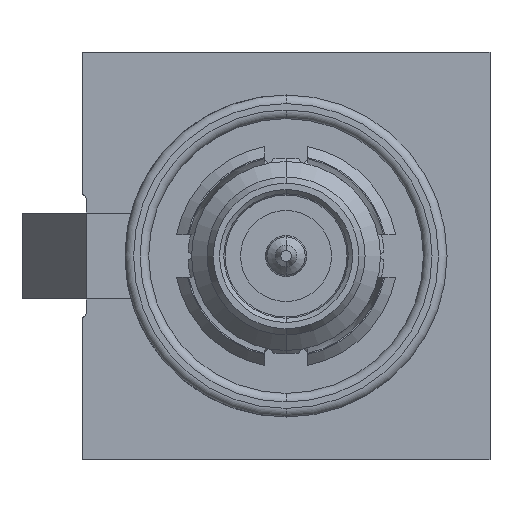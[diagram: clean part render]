
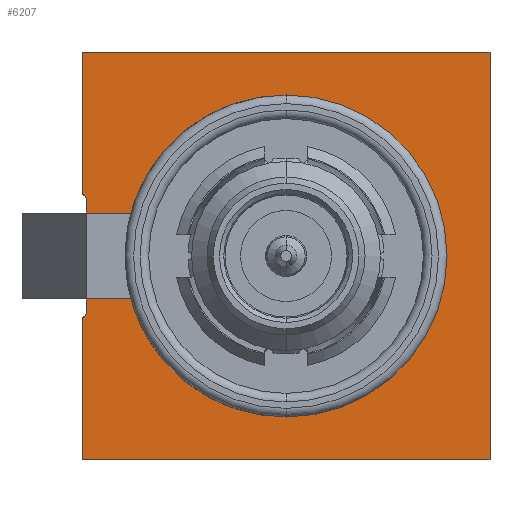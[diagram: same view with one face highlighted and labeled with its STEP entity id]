
A CAD part, left-side view. The second image highlights one B-rep face of the part: STEP entity #6207.
In plain terms, the highlighted planar face has unit normal (-1, 0, 0).
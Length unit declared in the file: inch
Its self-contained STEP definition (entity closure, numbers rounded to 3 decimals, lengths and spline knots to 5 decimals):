
#42 = LINE ( 'NONE', #5661, #6406 ) ;
#265 = VERTEX_POINT ( 'NONE', #3059 ) ;
#271 = ORIENTED_EDGE ( 'NONE', *, *, #4359, .F. ) ;
#370 = VERTEX_POINT ( 'NONE', #1117 ) ;
#395 = LINE ( 'NONE', #4331, #8543 ) ;
#542 = EDGE_CURVE ( 'NONE', #265, #10189, #395, .T. ) ;
#612 = LINE ( 'NONE', #2953, #9107 ) ;
#775 = DIRECTION ( 'NONE',  ( 0., -1., 0. ) ) ;
#1015 = AXIS2_PLACEMENT_3D ( 'NONE', #3358, #7659, #2874 ) ;
#1117 = CARTESIAN_POINT ( 'NONE',  ( -0.07874, 0.18307, -0.05118 ) ) ;
#1177 = EDGE_CURVE ( 'NONE', #4243, #3015, #2494, .T. ) ;
#1277 = CARTESIAN_POINT ( 'NONE',  ( -0.07874, 0.18701, 0. ) ) ;
#1361 = ORIENTED_EDGE ( 'NONE', *, *, #7179, .T. ) ;
#1372 = ORIENTED_EDGE ( 'NONE', *, *, #2693, .T. ) ;
#1589 = CARTESIAN_POINT ( 'NONE',  ( -0.07874, 0.18898, 0.05118 ) ) ;
#1602 = CIRCLE ( 'NONE', #2443, 0.00591 ) ;
#1646 = EDGE_CURVE ( 'NONE', #5889, #9828, #8905, .T. ) ;
#1696 = CARTESIAN_POINT ( 'NONE',  ( -0.07874, 0.18701, 0.18701 ) ) ;
#1802 = CARTESIAN_POINT ( 'NONE',  ( -0.07874, 0.14229, 0.03937 ) ) ;
#2137 = CARTESIAN_POINT ( 'NONE',  ( -0.07874, 0.18701, 0.05675 ) ) ;
#2219 = AXIS2_PLACEMENT_3D ( 'NONE', #2425, #3282, #9741 ) ;
#2425 = CARTESIAN_POINT ( 'NONE',  ( -0.07874, 0.18898, -0.05118 ) ) ;
#2443 = AXIS2_PLACEMENT_3D ( 'NONE', #1589, #8814, #4835 ) ;
#2494 = LINE ( 'NONE', #3224, #6880 ) ;
#2576 = DIRECTION ( 'NONE',  ( 0., 0., -1. ) ) ;
#2693 = EDGE_CURVE ( 'NONE', #10189, #9847, #8990, .T. ) ;
#2771 = CARTESIAN_POINT ( 'NONE',  ( -0.07874, 0., 0. ) ) ;
#2780 = VERTEX_POINT ( 'NONE', #6206 ) ;
#2801 = EDGE_CURVE ( 'NONE', #6468, #4243, #8340, .T. ) ;
#2825 = FACE_OUTER_BOUND ( 'NONE', #3907, .T. ) ;
#2865 = AXIS2_PLACEMENT_3D ( 'NONE', #8235, #9226, #6612 ) ;
#2874 = DIRECTION ( 'NONE',  ( 0., 0., 1. ) ) ;
#2953 = CARTESIAN_POINT ( 'NONE',  ( -0.07874, 0.18307, 0. ) ) ;
#2977 = ORIENTED_EDGE ( 'NONE', *, *, #542, .T. ) ;
#3015 = VERTEX_POINT ( 'NONE', #9809 ) ;
#3036 = AXIS2_PLACEMENT_3D ( 'NONE', #2771, #7516, #5939 ) ;
#3059 = CARTESIAN_POINT ( 'NONE',  ( -0.07874, -0.18701, 0.18701 ) ) ;
#3214 = AXIS2_PLACEMENT_3D ( 'NONE', #6784, #5821, #5934 ) ;
#3224 = CARTESIAN_POINT ( 'NONE',  ( -0.07874, 0., -0.18701 ) ) ;
#3240 = CIRCLE ( 'NONE', #2219, 0.00591 ) ;
#3282 = DIRECTION ( 'NONE',  ( -1., 0., 0. ) ) ;
#3305 = DIRECTION ( 'NONE',  ( 0., 0., -1. ) ) ;
#3358 = CARTESIAN_POINT ( 'NONE',  ( -0.07874, 0., 0. ) ) ;
#3814 = CARTESIAN_POINT ( 'NONE',  ( -0.07874, 0.14229, -0.03937 ) ) ;
#3907 = EDGE_LOOP ( 'NONE', ( #8427, #1361, #4399, #4158, #6929, #8759, #271, #7981, #7409, #7835, #6016, #6795, #2977, #1372 ) ) ;
#4047 = VECTOR ( 'NONE', #7709, 39.37008 ) ;
#4158 = ORIENTED_EDGE ( 'NONE', *, *, #7419, .F. ) ;
#4243 = VERTEX_POINT ( 'NONE', #8971 ) ;
#4331 = CARTESIAN_POINT ( 'NONE',  ( -0.07874, 0., 0.18701 ) ) ;
#4359 = EDGE_CURVE ( 'NONE', #6851, #5889, #6774, .T. ) ;
#4399 = ORIENTED_EDGE ( 'NONE', *, *, #7641, .F. ) ;
#4782 = VECTOR ( 'NONE', #7714, 39.37008 ) ;
#4835 = DIRECTION ( 'NONE',  ( 0., 0., 1. ) ) ;
#5292 = EDGE_CURVE ( 'NONE', #6608, #9847, #1602, .T. ) ;
#5294 = DIRECTION ( 'NONE',  ( 0., 0., -1. ) ) ;
#5661 = CARTESIAN_POINT ( 'NONE',  ( -0.07874, -0.18701, 0. ) ) ;
#5758 = CIRCLE ( 'NONE', #1015, 0.14764 ) ;
#5821 = DIRECTION ( 'NONE',  ( -1., 0., 0. ) ) ;
#5889 = VERTEX_POINT ( 'NONE', #3814 ) ;
#5934 = DIRECTION ( 'NONE',  ( 0., 0., 1. ) ) ;
#5939 = DIRECTION ( 'NONE',  ( 0., 0., 1. ) ) ;
#6016 = ORIENTED_EDGE ( 'NONE', *, *, #1177, .T. ) ;
#6074 = EDGE_CURVE ( 'NONE', #6851, #370, #9665, .T. ) ;
#6192 = CARTESIAN_POINT ( 'NONE',  ( -0.07874, 0., -0.14764 ) ) ;
#6206 = CARTESIAN_POINT ( 'NONE',  ( -0.07874, 0.18307, 0.03937 ) ) ;
#6207 = ADVANCED_FACE ( 'NONE', ( #2825 ), #8244, .T. ) ;
#6335 = EDGE_CURVE ( 'NONE', #3015, #265, #42, .T. ) ;
#6406 = VECTOR ( 'NONE', #8876, 39.37008 ) ;
#6468 = VERTEX_POINT ( 'NONE', #10392 ) ;
#6489 = VECTOR ( 'NONE', #2576, 39.37008 ) ;
#6559 = EDGE_CURVE ( 'NONE', #6468, #370, #3240, .T. ) ;
#6608 = VERTEX_POINT ( 'NONE', #7582 ) ;
#6612 = DIRECTION ( 'NONE',  ( 0., 0., 1. ) ) ;
#6774 = LINE ( 'NONE', #9971, #4047 ) ;
#6784 = CARTESIAN_POINT ( 'NONE',  ( -0.07874, -0.1874, -0.1874 ) ) ;
#6795 = ORIENTED_EDGE ( 'NONE', *, *, #6335, .T. ) ;
#6851 = VERTEX_POINT ( 'NONE', #8533 ) ;
#6862 = VERTEX_POINT ( 'NONE', #10290 ) ;
#6880 = VECTOR ( 'NONE', #775, 39.37008 ) ;
#6929 = ORIENTED_EDGE ( 'NONE', *, *, #10001, .F. ) ;
#6979 = CARTESIAN_POINT ( 'NONE',  ( -0.07874, 0.19221, 0.03937 ) ) ;
#7179 = EDGE_CURVE ( 'NONE', #6608, #2780, #612, .T. ) ;
#7343 = VECTOR ( 'NONE', #5294, 39.37008 ) ;
#7409 = ORIENTED_EDGE ( 'NONE', *, *, #6559, .F. ) ;
#7419 = EDGE_CURVE ( 'NONE', #6862, #10044, #5758, .T. ) ;
#7516 = DIRECTION ( 'NONE',  ( -1., 0., 0. ) ) ;
#7569 = DIRECTION ( 'NONE',  ( 0., 1., 0. ) ) ;
#7582 = CARTESIAN_POINT ( 'NONE',  ( -0.07874, 0.18307, 0.05118 ) ) ;
#7632 = DIRECTION ( 'NONE',  ( 0., 0., -1. ) ) ;
#7641 = EDGE_CURVE ( 'NONE', #10044, #2780, #10246, .T. ) ;
#7659 = DIRECTION ( 'NONE',  ( -1., 0., 0. ) ) ;
#7709 = DIRECTION ( 'NONE',  ( 0., -1., 0. ) ) ;
#7714 = DIRECTION ( 'NONE',  ( 0., 1., 0. ) ) ;
#7835 = ORIENTED_EDGE ( 'NONE', *, *, #2801, .T. ) ;
#7981 = ORIENTED_EDGE ( 'NONE', *, *, #6074, .T. ) ;
#8156 = CARTESIAN_POINT ( 'NONE',  ( -0.07874, 0.18701, 0. ) ) ;
#8235 = CARTESIAN_POINT ( 'NONE',  ( -0.07874, 0., 0. ) ) ;
#8244 = PLANE ( 'NONE',  #3214 ) ;
#8340 = LINE ( 'NONE', #1277, #7343 ) ;
#8427 = ORIENTED_EDGE ( 'NONE', *, *, #5292, .F. ) ;
#8533 = CARTESIAN_POINT ( 'NONE',  ( -0.07874, 0.18307, -0.03937 ) ) ;
#8543 = VECTOR ( 'NONE', #7569, 39.37008 ) ;
#8759 = ORIENTED_EDGE ( 'NONE', *, *, #1646, .F. ) ;
#8814 = DIRECTION ( 'NONE',  ( -1., 0., 0. ) ) ;
#8876 = DIRECTION ( 'NONE',  ( 0., 0., 1. ) ) ;
#8905 = CIRCLE ( 'NONE', #3036, 0.14764 ) ;
#8906 = VECTOR ( 'NONE', #3305, 39.37008 ) ;
#8937 = CARTESIAN_POINT ( 'NONE',  ( -0.07874, 0.18307, 0. ) ) ;
#8971 = CARTESIAN_POINT ( 'NONE',  ( -0.07874, 0.18701, -0.18701 ) ) ;
#8990 = LINE ( 'NONE', #8156, #6489 ) ;
#9075 = CIRCLE ( 'NONE', #2865, 0.14764 ) ;
#9107 = VECTOR ( 'NONE', #7632, 39.37008 ) ;
#9226 = DIRECTION ( 'NONE',  ( -1., 0., 0. ) ) ;
#9665 = LINE ( 'NONE', #8937, #8906 ) ;
#9741 = DIRECTION ( 'NONE',  ( 0., 0., 1. ) ) ;
#9809 = CARTESIAN_POINT ( 'NONE',  ( -0.07874, -0.18701, -0.18701 ) ) ;
#9828 = VERTEX_POINT ( 'NONE', #6192 ) ;
#9847 = VERTEX_POINT ( 'NONE', #2137 ) ;
#9971 = CARTESIAN_POINT ( 'NONE',  ( -0.07874, 0.19221, -0.03937 ) ) ;
#10001 = EDGE_CURVE ( 'NONE', #9828, #6862, #9075, .T. ) ;
#10044 = VERTEX_POINT ( 'NONE', #1802 ) ;
#10189 = VERTEX_POINT ( 'NONE', #1696 ) ;
#10246 = LINE ( 'NONE', #6979, #4782 ) ;
#10290 = CARTESIAN_POINT ( 'NONE',  ( -0.07874, 0., 0.14764 ) ) ;
#10392 = CARTESIAN_POINT ( 'NONE',  ( -0.07874, 0.18701, -0.05675 ) ) ;
